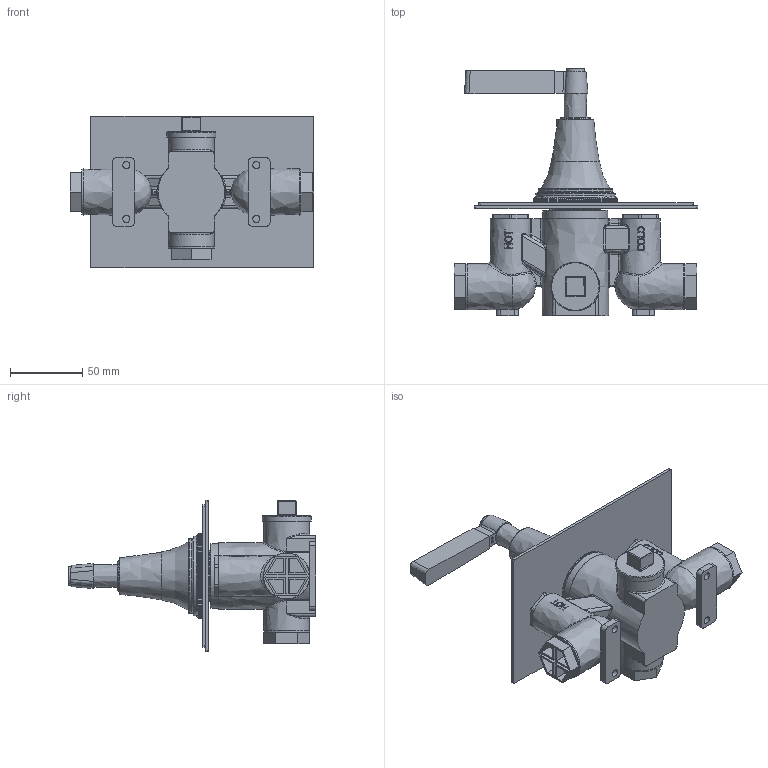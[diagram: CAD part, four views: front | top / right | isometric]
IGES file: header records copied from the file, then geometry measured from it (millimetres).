
Global section: file name: V600-T2M; native system: Autodesk Inventor 2018; preprocessor: unknown; author: adaniels; date: 20171021.103801; units: millimetre
Bounding box: 169.1 x 171.85 x 105 mm (x, y, z)
Volume: 425191.8 mm3; surface area: 196210.9 mm2
Topology: 45 solids, 49 shells, 2504 faces, 6388 edges, 4100 vertices
Faces by surface type: bspline 2504
